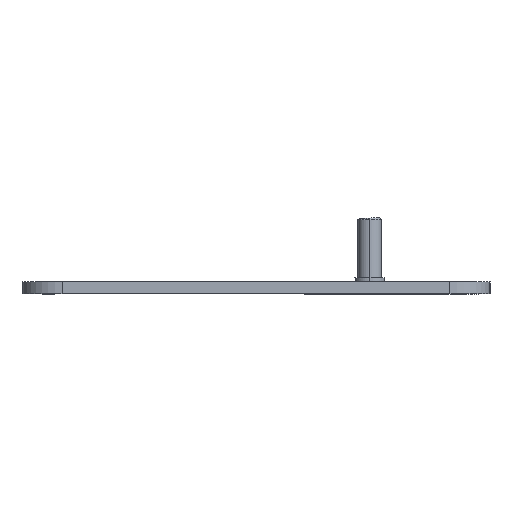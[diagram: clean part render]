
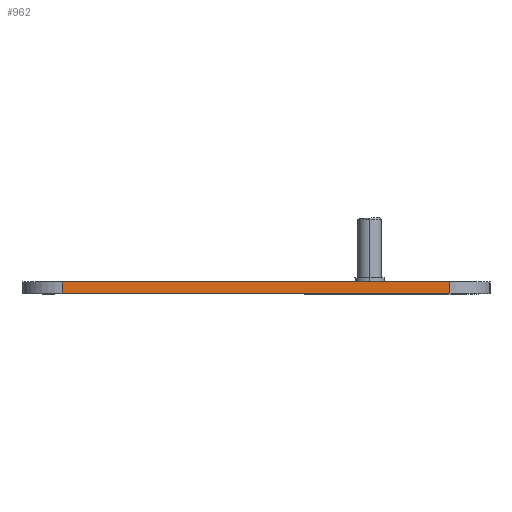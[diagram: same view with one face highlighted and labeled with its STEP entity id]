
A CAD part, left-side view. The second image highlights one B-rep face of the part: STEP entity #962.
In plain terms, the highlighted planar face has unit normal (-1, 0, 0).
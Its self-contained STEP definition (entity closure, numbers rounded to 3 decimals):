
#954=AXIS2_PLACEMENT_3D('Plane Axis2P3D',#951,#952,#953) ;
#90=CARTESIAN_POINT('Vertex',(0.,107.,0.)) ;
#132=CARTESIAN_POINT('Vertex',(0.,10.,0.)) ;
#135=CARTESIAN_POINT('Line Origine',(0.,58.5,0.)) ;
#323=CARTESIAN_POINT('Vertex',(0.,107.,3.)) ;
#326=CARTESIAN_POINT('Line Origine',(0.,58.5,3.)) ;
#330=CARTESIAN_POINT('Vertex',(0.,10.,3.)) ;
#830=CARTESIAN_POINT('Line Origine',(0.,107.,3.)) ;
#938=CARTESIAN_POINT('Line Origine',(0.,10.,3.)) ;
#951=CARTESIAN_POINT('Axis2P3D Location',(0.,107.,3.)) ;
#136=DIRECTION('Vector Direction',(0.,1.,0.)) ;
#327=DIRECTION('Vector Direction',(0.,-1.,0.)) ;
#831=DIRECTION('Vector Direction',(0.,0.,1.)) ;
#939=DIRECTION('Vector Direction',(0.,0.,1.)) ;
#952=DIRECTION('Axis2P3D Direction',(1.,-0.,0.)) ;
#953=DIRECTION('Axis2P3D XDirection',(0.,0.,-1.)) ;
#137=VECTOR('Line Direction',#136,1.) ;
#328=VECTOR('Line Direction',#327,1.) ;
#832=VECTOR('Line Direction',#831,1.) ;
#940=VECTOR('Line Direction',#939,1.) ;
#957=ORIENTED_EDGE('',*,*,#942,.F.) ;
#958=ORIENTED_EDGE('',*,*,#332,.F.) ;
#959=ORIENTED_EDGE('',*,*,#834,.F.) ;
#960=ORIENTED_EDGE('',*,*,#139,.F.) ;
#962=ADVANCED_FACE('1189750000-3-solid1',(#961),#955,.F.) ;
#139=EDGE_CURVE('',#133,#91,#138,.T.) ;
#332=EDGE_CURVE('',#324,#331,#329,.T.) ;
#834=EDGE_CURVE('',#91,#324,#833,.T.) ;
#942=EDGE_CURVE('',#331,#133,#941,.F.) ;
#956=EDGE_LOOP('',(#957,#958,#959,#960)) ;
#961=FACE_OUTER_BOUND('',#956,.T.) ;
#138=LINE('Line',#135,#137) ;
#329=LINE('Line',#326,#328) ;
#833=LINE('Line',#830,#832) ;
#941=LINE('Line',#938,#940) ;
#955=PLANE('',#954) ;
#91=VERTEX_POINT('',#90) ;
#133=VERTEX_POINT('',#132) ;
#324=VERTEX_POINT('',#323) ;
#331=VERTEX_POINT('',#330) ;
